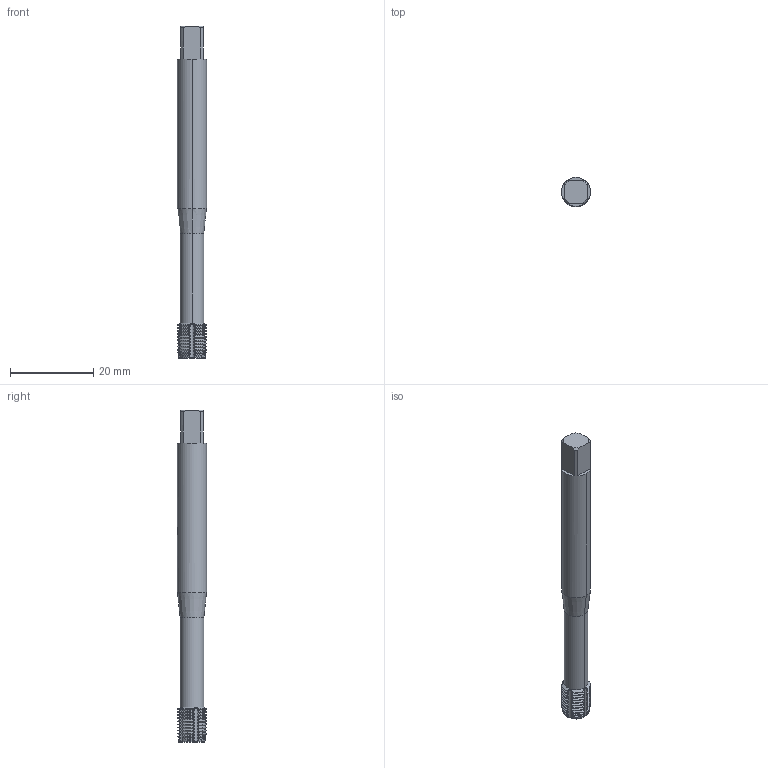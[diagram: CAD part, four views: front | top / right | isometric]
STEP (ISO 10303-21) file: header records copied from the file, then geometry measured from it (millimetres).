
FILE_DESCRIPTION(('no description'),'unknown implementation level');
FILE_NAME('solidab4aYbtt_qax9iS2TvDkiknSYJY_1.STP',' ',('CIM GmbH Aachen'),('CADClick - KiM GmbH - www.kimweb.de'),'unknown preprocess','ACIS','unknown authorization');
FILE_SCHEMA(('automotive_design'));
Length unit declared in the file: millimetre
Products named in the file (2): 1; 2
Bounding box: 7 x 7 x 80 mm (x, y, z)
Volume: 2630.5 mm3; surface area: 2108.2 mm2
Topology: 2 solids, 2 shells, 469 faces, 1340 edges, 875 vertices
Faces by surface type: cone 195, cylinder 157, plane 107, torus 10
Entity records: 31886 total; most frequent: CARTESIAN_POINT 4980, STYLED_ITEM 2686, PRESENTATION_STYLE_ASSIGNMENT 2686, COLOUR_RGB 2686, ORIENTED_EDGE 2680, DIRECTION 2410, EDGE_CURVE 1340, CURVE_STYLE 1340
